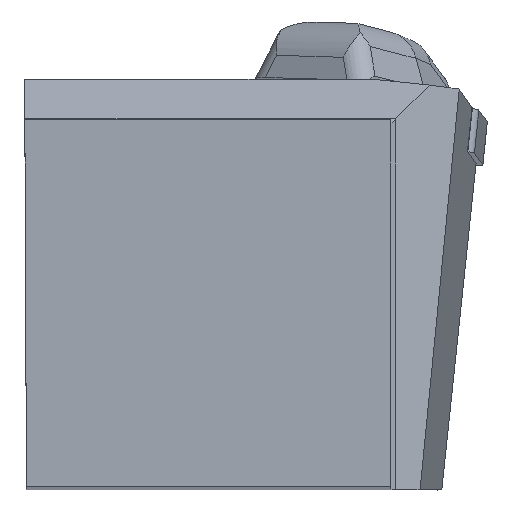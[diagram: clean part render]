
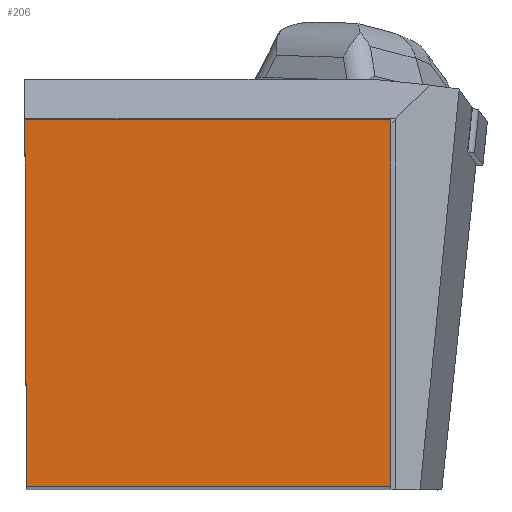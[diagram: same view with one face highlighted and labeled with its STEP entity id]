
A CAD part, top view. The second image highlights one B-rep face of the part: STEP entity #206.
In plain terms, the highlighted planar face has unit normal (0, 0, 1).
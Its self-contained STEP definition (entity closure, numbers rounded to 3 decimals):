
#143=FACE_OUTER_BOUND('',#595,.T.);
#206=ADVANCED_FACE('BLANK_BOXF006',(#143),#263,.F.);
#263=PLANE('',#1400);
#347=LINE('',#2014,#479);
#355=LINE('',#2031,#487);
#362=LINE('',#2043,#494);
#363=LINE('',#2045,#495);
#479=VECTOR('',#1598,1.);
#487=VECTOR('',#1608,1.);
#494=VECTOR('',#1619,1.);
#495=VECTOR('',#1620,1.);
#595=EDGE_LOOP('',(#763,#764,#765,#766));
#763=ORIENTED_EDGE('',*,*,#1181,.T.);
#764=ORIENTED_EDGE('',*,*,#1182,.T.);
#765=ORIENTED_EDGE('',*,*,#1166,.T.);
#766=ORIENTED_EDGE('',*,*,#1174,.T.);
#1036=VERTEX_POINT('',#2013);
#1037=VERTEX_POINT('',#2015);
#1044=VERTEX_POINT('',#2030);
#1048=VERTEX_POINT('',#2044);
#1166=EDGE_CURVE('',#1037,#1036,#347,.T.);
#1174=EDGE_CURVE('',#1036,#1044,#355,.T.);
#1181=EDGE_CURVE('',#1044,#1048,#362,.T.);
#1182=EDGE_CURVE('',#1048,#1037,#363,.T.);
#1400=AXIS2_PLACEMENT_3D('',#2046,#1621,#1622);
#1598=DIRECTION('',(0.004,-1.,0.));
#1608=DIRECTION('',(1.,0.,0.));
#1619=DIRECTION('',(0.,1.,0.));
#1620=DIRECTION('',(-1.,0.,0.));
#1621=DIRECTION('',(0.,0.,-1.));
#1622=DIRECTION('',(1.,0.,0.));
#2013=CARTESIAN_POINT('',(0.174,0.,0.));
#2014=CARTESIAN_POINT('',(-0.975,263.347,0.));
#2015=CARTESIAN_POINT('',(0.,39.85,0.));
#2030=CARTESIAN_POINT('',(39.85,0.,0.));
#2031=CARTESIAN_POINT('',(-263.35,0.,0.));
#2043=CARTESIAN_POINT('',(39.85,-263.35,0.));
#2044=CARTESIAN_POINT('',(39.85,39.85,0.));
#2045=CARTESIAN_POINT('',(263.35,39.85,0.));
#2046=CARTESIAN_POINT('',(62.35,-5.,0.));
